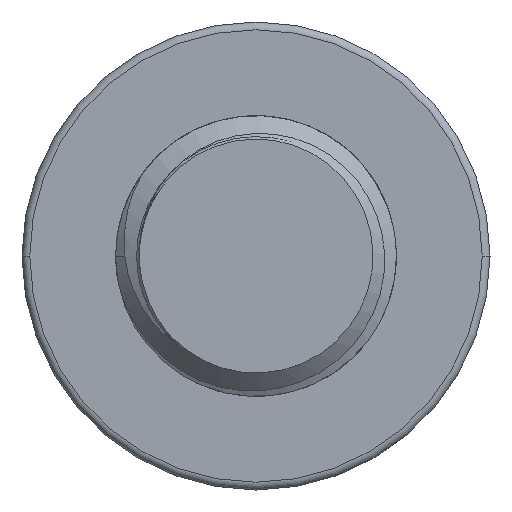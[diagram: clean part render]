
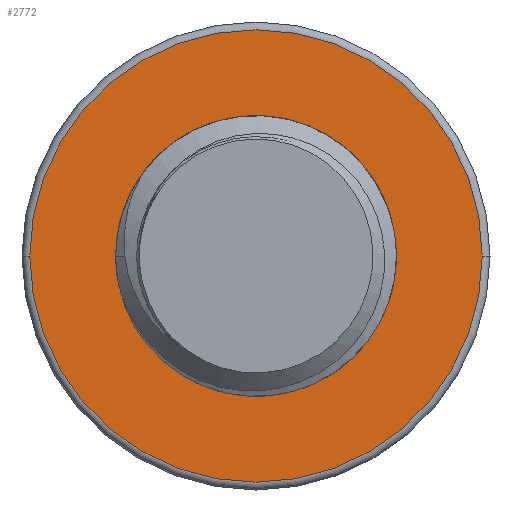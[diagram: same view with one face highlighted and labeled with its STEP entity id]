
A CAD part, front view. The second image highlights one B-rep face of the part: STEP entity #2772.
In plain terms, the highlighted planar face has unit normal (0, -1, 0).
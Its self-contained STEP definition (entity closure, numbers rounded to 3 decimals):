
#1=CARTESIAN_POINT('',(0.,0.,0.));
#2=DIRECTION('',(0.,-1.,0.));
#3=DIRECTION('',(-1.,0.,0.));
#4=AXIS2_PLACEMENT_3D('',#1,#2,#3);
#6=CARTESIAN_POINT('',(0.,0.,0.));
#7=DIRECTION('',(0.,-1.,0.));
#8=DIRECTION('',(1.,0.,0.));
#9=AXIS2_PLACEMENT_3D('',#6,#7,#8);
#11=CARTESIAN_POINT('',(0.,0.,0.));
#12=DIRECTION('',(0.,-1.,0.));
#13=DIRECTION('',(-0.175,0.,-0.985));
#14=AXIS2_PLACEMENT_3D('',#11,#12,#13);
#2037=CARTESIAN_POINT('',(0.,0.,0.));
#2038=DIRECTION('',(0.,1.,0.));
#2039=DIRECTION('',(-0.175,0.,-0.985));
#2040=AXIS2_PLACEMENT_3D('',#2037,#2038,#2039);
#2719=CARTESIAN_POINT('',(-14.5,0.,0.));
#2720=CARTESIAN_POINT('',(14.5,0.,0.));
#2721=VERTEX_POINT('',#2719);
#2722=VERTEX_POINT('',#2720);
#2733=CARTESIAN_POINT('',(-1.389,0.,-7.828));
#2734=CARTESIAN_POINT('',(7.95,0.,0.));
#2735=VERTEX_POINT('',#2733);
#2736=VERTEX_POINT('',#2734);
#2755=CARTESIAN_POINT('',(0.,0.,0.));
#2756=DIRECTION('',(0.,1.,0.));
#2757=DIRECTION('',(-1.,0.,0.));
#2758=AXIS2_PLACEMENT_3D('',#2755,#2756,#2757);
#2759=PLANE('',#2758);
#2761=ORIENTED_EDGE('',*,*,#2760,.F.);
#2763=ORIENTED_EDGE('',*,*,#2762,.F.);
#2764=EDGE_LOOP('',(#2761,#2763));
#2765=FACE_OUTER_BOUND('',#2764,.F.);
#2767=ORIENTED_EDGE('',*,*,#2766,.F.);
#2769=ORIENTED_EDGE('',*,*,#2768,.T.);
#2770=EDGE_LOOP('',(#2767,#2769));
#2771=FACE_BOUND('',#2770,.F.);
#2772=ADVANCED_FACE('',(#2765,#2771),#2759,.F.);
#5=CIRCLE('',#4,14.5);
#10=CIRCLE('',#9,14.5);
#15=CIRCLE('',#14,7.95);
#2041=CIRCLE('',#2040,7.95);
#2760=EDGE_CURVE('',#2721,#2722,#5,.T.);
#2762=EDGE_CURVE('',#2722,#2721,#10,.T.);
#2766=EDGE_CURVE('',#2735,#2736,#2041,.T.);
#2768=EDGE_CURVE('',#2735,#2736,#15,.T.);
